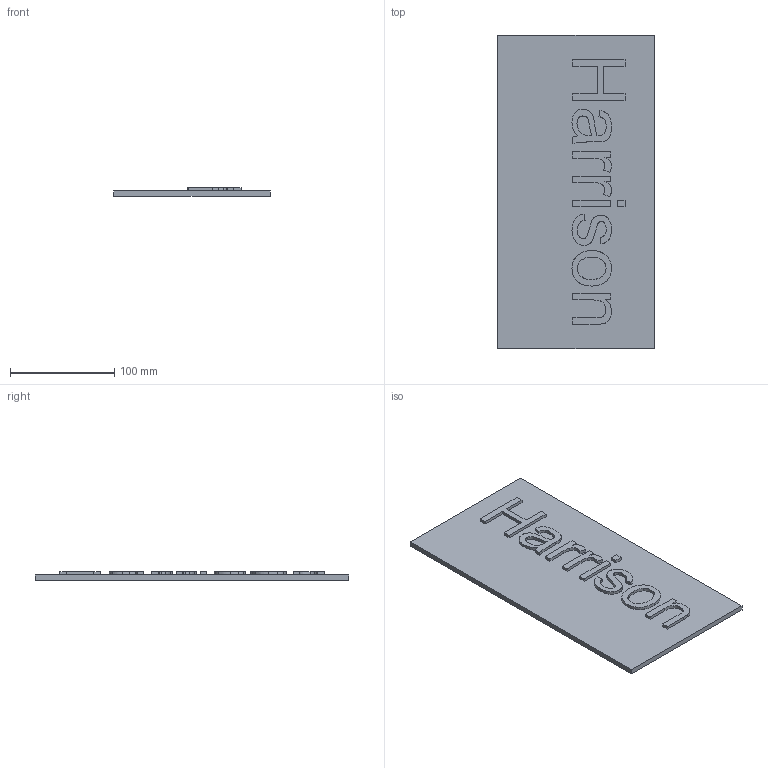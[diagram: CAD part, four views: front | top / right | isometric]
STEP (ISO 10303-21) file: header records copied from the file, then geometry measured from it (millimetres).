
FILE_DESCRIPTION(/* description */ (''),/* implementation_level */ '2;1');
FILE_NAME(/* name */ 'NamePlate.step',/* time_stamp */ '2025-08-01T11:36:25-08:00',/* author */ (''),/* organization */ (''),/* preprocessor_version */ 'ST-DEVELOPER v20.1',/* originating_system */ 'Autodesk Translation Framework v14.10.0.0',/* authorisation */ '');
FILE_SCHEMA (('AUTOMOTIVE_DESIGN { 1 0 10303 214 3 1 1 }'));
Length unit declared in the file: millimetre
Products named in the file (1): 2025-08-01-11-13-09-211
Bounding box: 150 x 300 x 8 mm (x, y, z)
Volume: 236882.5 mm3; surface area: 98775.6 mm2
Topology: 1 solids, 1 shells, 168 faces, 465 edges, 310 vertices
Faces by surface type: bspline 105, plane 63
Entity records: 6332 total; most frequent: CARTESIAN_POINT 2729, ORIENTED_EDGE 930, EDGE_CURVE 465, DIRECTION 383, VERTEX_POINT 310, LINE 255, VECTOR 255, B_SPLINE_CURVE_WITH_KNOTS 210
